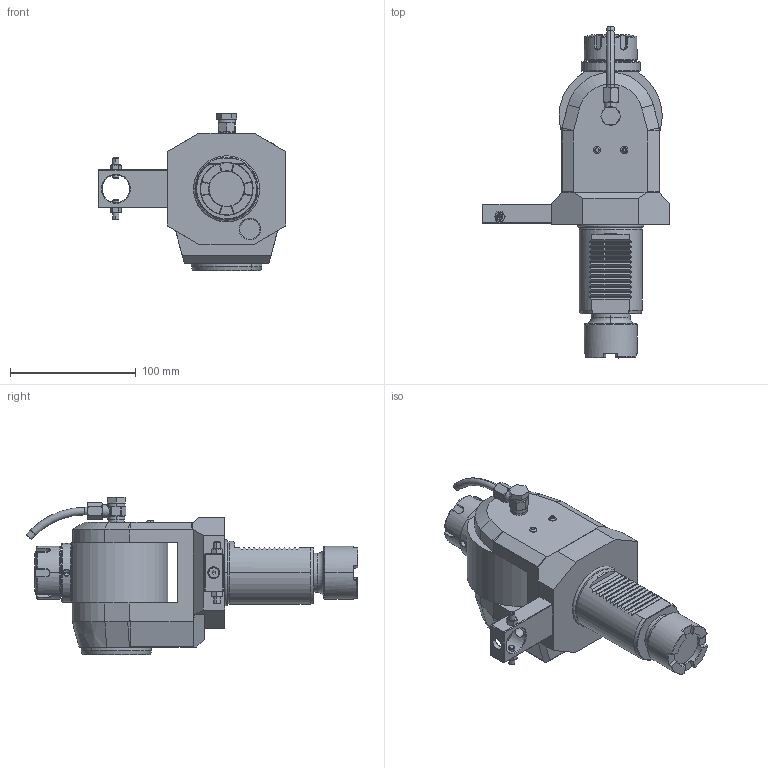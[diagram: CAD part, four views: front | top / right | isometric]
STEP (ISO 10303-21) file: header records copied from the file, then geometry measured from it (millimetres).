
FILE_DESCRIPTION((''),'2;1');
FILE_NAME('NGT1_50_551_25_1JA','2023-05-08T',('vali'),('NOVA GRUP'),'PRO/ENGINEER BY PARAMETRIC TECHNOLOGY CORPORATION, 2010280','PRO/ENGINEER BY PARAMETRIC TECHNOLOGY CORPORATION, 2010280','');
FILE_SCHEMA(('CONFIG_CONTROL_DESIGN'));
Length unit declared in the file: millimetre
Products named in the file (1): NGT1_50_551_25_1JA
Bounding box: 149 x 263.67 x 124.9 mm (x, y, z)
Volume: 1054125.8 mm3; surface area: 97825.1 mm2
Topology: 1 solids, 3 shells, 658 faces, 1651 edges, 1007 vertices
Faces by surface type: plane 280, cylinder 142, bspline 106, cone 91, torus 39
Entity records: 28718 total; most frequent: CARTESIAN_POINT 14194, ORIENTED_EDGE 3258, DIRECTION 2584, EDGE_CURVE 1629, VERTEX_POINT 1007, AXIS2_PLACEMENT_3D 911, VECTOR 762, LINE 762
